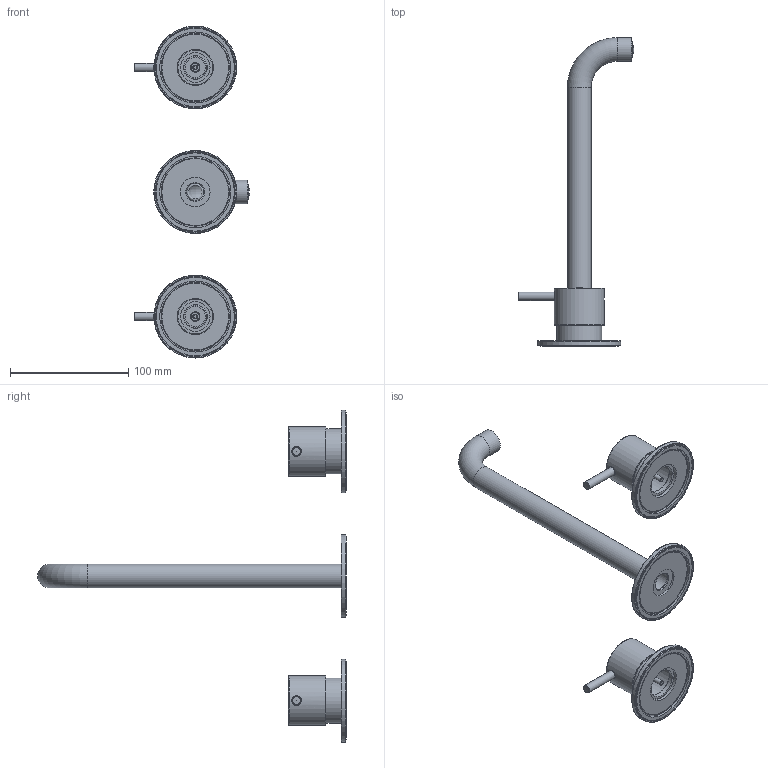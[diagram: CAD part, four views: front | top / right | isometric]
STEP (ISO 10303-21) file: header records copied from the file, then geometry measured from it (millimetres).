
FILE_DESCRIPTION(/* description */ ('Unknown'),/* implementation_level */ '2;1');
FILE_NAME(/* name */ 'CB005T-25',/* time_stamp */ '2020-03-26T16:57:59+01:00',/* author */ ('Unknown'),/* organization */ ('Unknown'),/* preprocessor_version */ 'ST-DEVELOPER v16.7',/* originating_system */ 'DEX',/* authorisation */ $);
FILE_SCHEMA (('AUTOMOTIVE_DESIGN {1 0 10303 214 3 1 1}'));
Length unit declared in the file: millimetre
Products named in the file (23): CB005T-25-00; BR005-14; CB031-05 rel1; CB095-001-25; CB095-08; CB095-04; CB005-17; CB006-06; CB005-16; CB005T-003; CB005-03; CB005-08; grano bocca; CB005T-002; CB005-09; CB005-11; CB005-10; CB005-05; CB003-002; CB003-002-1; CB003-002-2; CB003-002-3; CB003-002-4
Assembly tree (34 placements, depth 3):
  CB005T-25-00
    BR005-14  x2
    CB031-05 rel1  x3
    CB095-001-25
      CB095-08
      CB095-04
    CB005-17
    CB006-06  x2
    CB005-16  x2
    CB005T-003
      CB005-03
      CB005-08
      grano bocca
    CB005T-002
      CB005-03
      CB005-08
      grano bocca
    CB005-09  x2
    CB005-11  x2
    CB005-10  x2
    CB005-05  x2
    CB003-002
      CB003-002-1
      CB003-002-2
      CB003-002-3
      CB003-002-4
Bounding box: 97.53 x 260.3 x 280.2 mm (x, y, z)
Volume: 109510.8 mm3; surface area: 108863.6 mm2
Topology: 30 solids, 30 shells, 494 faces, 1106 edges, 689 vertices
Faces by surface type: plane 215, cylinder 134, cone 90, torus 49, sphere 4, bspline 2
Full cylindrical faces by diameter (mm): 3.242 x2, 3.3 x1, 4 x5, 4.1 x2, 4.134 x2, 5 x4, 7 x2, 7.5 x2, 11.027 x2, 12 x2, 12.159 x1, 12.196 x1, 12.45 x1, 12.5 x2, 13.464 x1, 13.5 x2, 14.577 x1, 15.033 x1, 15.15 x4, 15.218 x1, 15.229 x1, 15.3 x2, 16 x3, 16.1 x1, 16.3 x1, 16.5 x2, 16.75 x1, 17 x2, 19 x2, 20 x2
Entity records: 9482 total; most frequent: CARTESIAN_POINT 1600, DIRECTION 1446, ORIENTED_EDGE 1082, AXIS2_PLACEMENT_3D 625, EDGE_CURVE 541, FACE_BOUND 476, EDGE_LOOP 471, VERTEX_POINT 405
